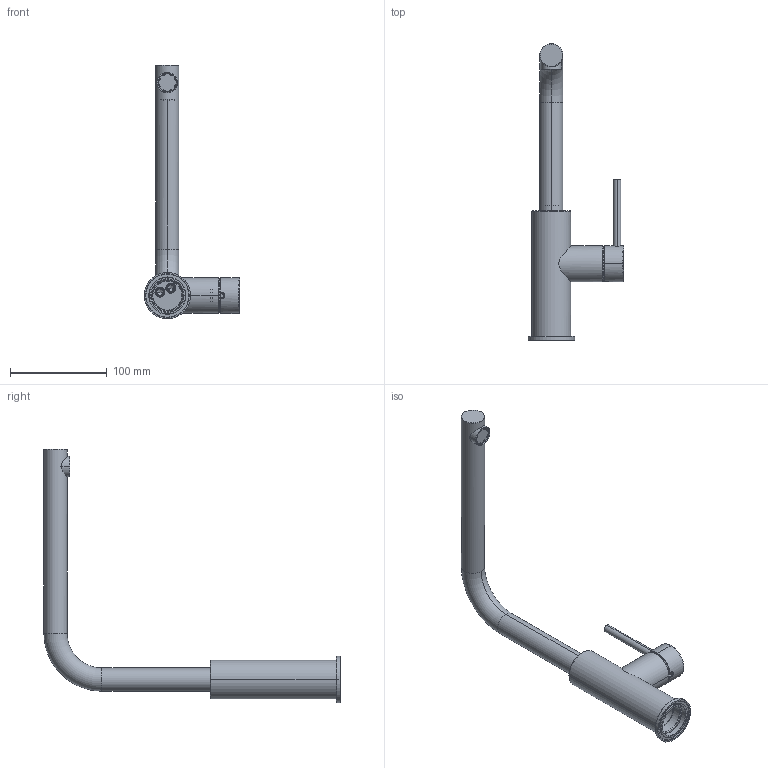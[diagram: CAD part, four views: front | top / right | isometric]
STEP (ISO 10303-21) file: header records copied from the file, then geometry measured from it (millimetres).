
FILE_DESCRIPTION(('STEP AP214'),'1');
FILE_NAME('V_Namor 3_ Fensterarmatur.STP','2026-01-07T15:17:36',(' '),(' '),'Spatial InterOp 3D',' ',' ');
FILE_SCHEMA(('AUTOMOTIVE_DESIGN { 1 0 10303 214 1 1 1 1 }'));
Length unit declared in the file: millimetre
Products named in the file (5): V_Namor 3_ Fensterarmatur; ASSEM1
Assembly tree (4 placements, depth 4):
  V_Namor 3_ Fensterarmatur
    ASSEM1
    (unnamed)
      (unnamed)
        ASSEM1
Bounding box: 98.9 x 306 x 262 mm (x, y, z)
Volume: 181445.4 mm3; surface area: 113257.7 mm2
Topology: 3 solids, 46 shells, 535 faces, 1278 edges, 811 vertices
Faces by surface type: cylinder 216, cone 135, plane 117, torus 50, bspline 12, sphere 3, extrusion 2
Full cylindrical faces by diameter (mm): 24 x1
Entity records: 18982 total; most frequent: CARTESIAN_POINT 6637, DIRECTION 2657, ORIENTED_EDGE 2379, EDGE_CURVE 1253, AXIS2_PLACEMENT_3D 1096, VERTEX_POINT 810, EDGE_LOOP 594, CIRCLE 566
